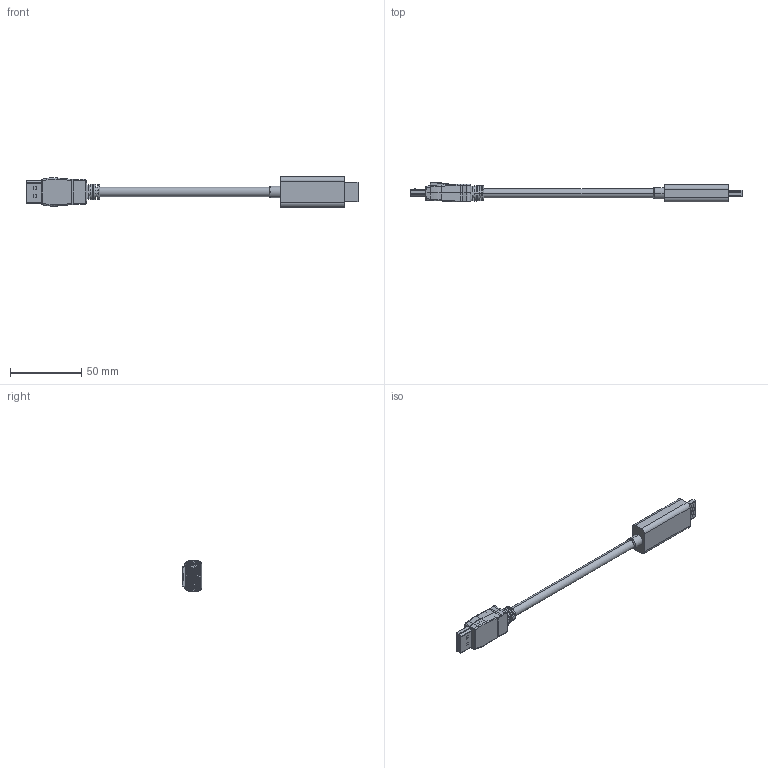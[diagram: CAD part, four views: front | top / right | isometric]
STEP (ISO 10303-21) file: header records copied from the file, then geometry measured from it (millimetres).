
FILE_DESCRIPTION (( 'STEP AP214' ), '1' );
FILE_NAME ('VPA00003_3D.STEP', '2020-09-14T17:05:20', ( '' ), ( '' ), 'SwSTEP 2.0', 'SolidWorks 2018', '' );
FILE_SCHEMA (( 'AUTOMOTIVE_DESIGN' ));
Length unit declared in the file: inch
Products named in the file (25): DP SHORT COVER CBL S.R___; TOP-SHELL-2; COVER-UP; DP-COVER; TOP-SHELL-1; DP-SHELL; 1AH05-002_CRIMPED; BOTTOM-SHELL-1_NO CRIMPING; LEET LATCH; 1AH05-002-MA1___; RIGHT LATCH; DP-CONTACT; 1AH05-002-MA3_CRIMPED; 1AH04-005_With Strain Relief; COVER-DOWN; WIRE HOLDER; TOP SHELL___; 1AL08-275_5" LONG; VPA00003_3D; BOTTOM SHELL_NO CRIMPING; VPA00003-MA1; DP-HOUSING; 1AH05-002-MA2_CRIMPED; BOTTOM-SHELL-2
Assembly tree (43 placements, depth 4):
  VPA00003_3D
    1AL08-275_5" LONG
    1AH04-005_With Strain Relief
      DP-HOUSING
      LEET LATCH
      DP-SHELL
      RIGHT LATCH
      DP-CONTACT  x20
      DP-COVER
      WIRE HOLDER
      TOP SHELL___
        TOP-SHELL-2
        TOP-SHELL-1
      BOTTOM SHELL_NO CRIMPING
        BOTTOM-SHELL-1_NO CRIMPING
        BOTTOM-SHELL-2
      COVER-DOWN
      COVER-UP
      DP SHORT COVER CBL S.R___
    VPA00003-MA1
      VPA00003-MA1
      1AH05-002_CRIMPED
        1AH05-002-MA2_CRIMPED
        1AH05-002-MA1___
        1AH05-002-MA3_CRIMPED
Bounding box: 233.08 x 13.8 x 21.34 mm (x, y, z)
Volume: 20953.6 mm3; surface area: 22076.7 mm2
Topology: 58 solids, 58 shells, 5978 faces, 15775 edges, 10090 vertices
Faces by surface type: plane 4427, cylinder 1020, bspline 487, cone 26, torus 14, sphere 4
Entity records: 170729 total; most frequent: CARTESIAN_POINT 45536, ORIENTED_EDGE 26950, DIRECTION 23320, EDGE_CURVE 13475, LINE 10842, VECTOR 10842, VERTEX_POINT 8722, AXIS2_PLACEMENT_3D 6239
